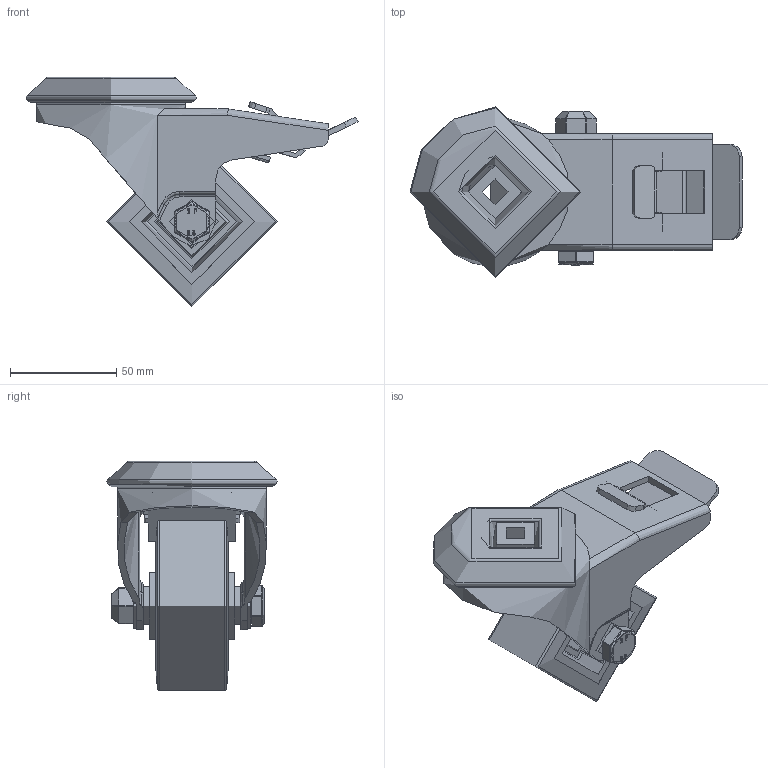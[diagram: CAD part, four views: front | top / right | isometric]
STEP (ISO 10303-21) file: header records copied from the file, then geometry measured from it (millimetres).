
FILE_DESCRIPTION(/* description */ (''),/* implementation_level */ '2;1');
FILE_NAME(/* name */ 'BLKH80SRNBBH12SWB.step',/* time_stamp */ '2025-06-03T10:59:48+01:00',/* author */ (''),/* organization */ (''),/* preprocessor_version */ 'ST-DEVELOPER v20.1',/* originating_system */ 'Autodesk Translation Framework v14.10.0.0',/* authorisation */ '');
FILE_SCHEMA (('AUTOMOTIVE_DESIGN { 1 0 10303 214 3 1 1 }'));
Length unit declared in the file: millimetre
Products named in the file (33): BLKH80SRNBBH12SWB; BLKH80ASBH12SWB v1; BLACK PAINTED PRESSED STEEL TOP PLATE; Component6; Component7; BLACK PAINTED PRESSED STEEL FORKS; BLACK PAINTED PRESSED STEEL BRAKE PEDAL; BLACK PAINTED PRESSED STEEL BRAKE PEDAL Geometry; BRAKE BOLT; BRAKE PAD; BZMH80WSRNRB v1; 65 SHORE A ELASTIC RUBBER TYRE; NYLON RIM; NYLON RIM Geometry; CAP; ROLLER BEARING; Component5; Pattern; Component6 (1); TUBEM12X46X10 v1; ZINC PLATED AXLE TUBE; WP12X18X2.5BLK v1; FLAT NYLON WASHER; WP12X18X2.5BLK v1 (1); FLAT NYLON WASHER (1); WM10X21X1BLK v1; BLACK ZINC WASHER; WM10X21X1BLK v1 (1); BLACK ZINC WASHER (1); BOLTM10X65BLK v2; GRADE 8.8 BLACK PAINTED BOLT; NM10STOVERNUT v1; STOVER LOCKING NUT
Assembly tree (39 placements, depth 5):
  BLKH80SRNBBH12SWB
    BLKH80ASBH12SWB v1
      BLACK PAINTED PRESSED STEEL TOP PLATE
        Component6
        Component7
      BLACK PAINTED PRESSED STEEL FORKS
      BLACK PAINTED PRESSED STEEL BRAKE PEDAL
        BLACK PAINTED PRESSED STEEL BRAKE PEDAL Geometry
        BRAKE BOLT
        BRAKE PAD
    BZMH80WSRNRB v1
      65 SHORE A ELASTIC RUBBER TYRE
      NYLON RIM
        NYLON RIM Geometry
        CAP
      ROLLER BEARING
        Component5
        Pattern
          Component6 (1)  x8
    TUBEM12X46X10 v1
      ZINC PLATED AXLE TUBE
    WP12X18X2.5BLK v1
      FLAT NYLON WASHER
    WP12X18X2.5BLK v1 (1)
      FLAT NYLON WASHER (1)
    WM10X21X1BLK v1
      BLACK ZINC WASHER
    WM10X21X1BLK v1 (1)
      BLACK ZINC WASHER (1)
    BOLTM10X65BLK v2
      GRADE 8.8 BLACK PAINTED BOLT
    NM10STOVERNUT v1
      STOVER LOCKING NUT
Bounding box: 155.97 x 79.93 x 108 mm (x, y, z)
Volume: 232662.9 mm3; surface area: 120239.2 mm2
Topology: 26 solids, 26 shells, 628 faces, 1618 edges, 1040 vertices
Faces by surface type: plane 309, cylinder 221, bspline 40, torus 29, cone 17, sphere 12
Full cylindrical faces by diameter (mm): 3.75 x8, 8 x2, 8.141 x13, 9.85 x15, 10 x3, 10.4 x2, 10.5 x2, 11.95 x1, 12.2 x1, 12.4 x2, 12.5 x2, 12.6 x1, 15.5 x1, 18 x2, 20 x1, 20.5 x1, 21 x2, 24.6 x1, 24.8 x1, 25 x2, 26 x1, 52 x1, 58.5 x2, 64 x1, 70 x1, 80 x1
Entity records: 31599 total; most frequent: CARTESIAN_POINT 15511, DIRECTION 3284, ORIENTED_EDGE 3188, EDGE_CURVE 1594, AXIS2_PLACEMENT_3D 1211, VERTEX_POINT 1027, LINE 862, VECTOR 862
